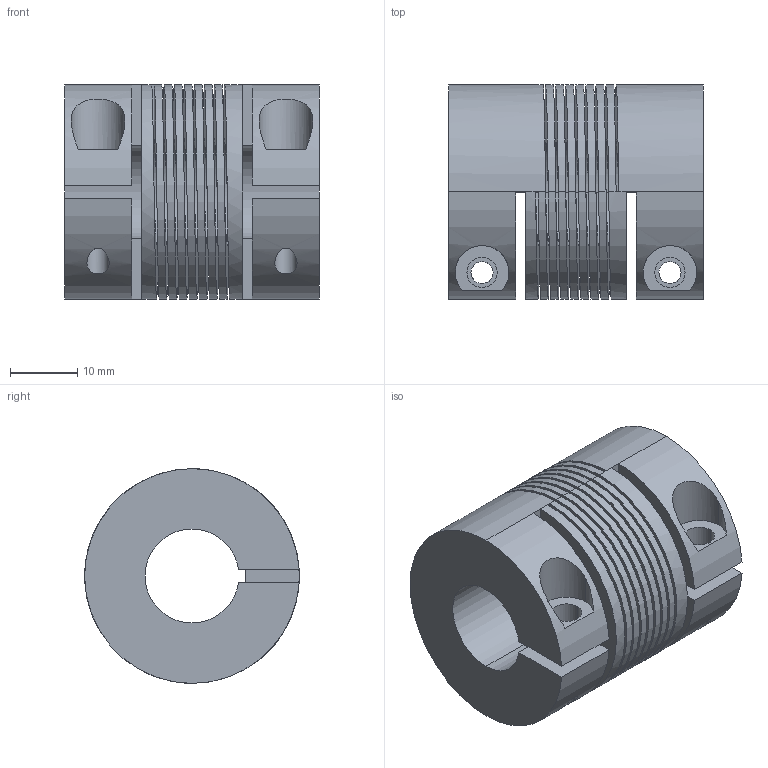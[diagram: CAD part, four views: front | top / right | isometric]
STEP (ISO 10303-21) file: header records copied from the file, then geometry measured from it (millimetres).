
FILE_DESCRIPTION (( 'STEP AP214' ), '1' );
FILE_NAME ('Flexible Coupling.STEP', '2022-10-18T09:21:23', ( '' ), ( '' ), 'SwSTEP 2.0', 'SolidWorks 2015', '' );
FILE_SCHEMA (( 'AUTOMOTIVE_DESIGN' ));
Length unit declared in the file: millimetre
Products named in the file (1): Flexible Coupling
Bounding box: 38 x 32 x 32 mm (x, y, z)
Volume: 20013.7 mm3; surface area: 17789 mm2
Topology: 1 solids, 1 shells, 83 faces, 225 edges, 142 vertices
Faces by surface type: cylinder 59, plane 22, bspline 2
Entity records: 3697 total; most frequent: CARTESIAN_POINT 1743, ORIENTED_EDGE 450, DIRECTION 359, EDGE_CURVE 225, VERTEX_POINT 142, AXIS2_PLACEMENT_3D 128, VECTOR 103, LINE 103
